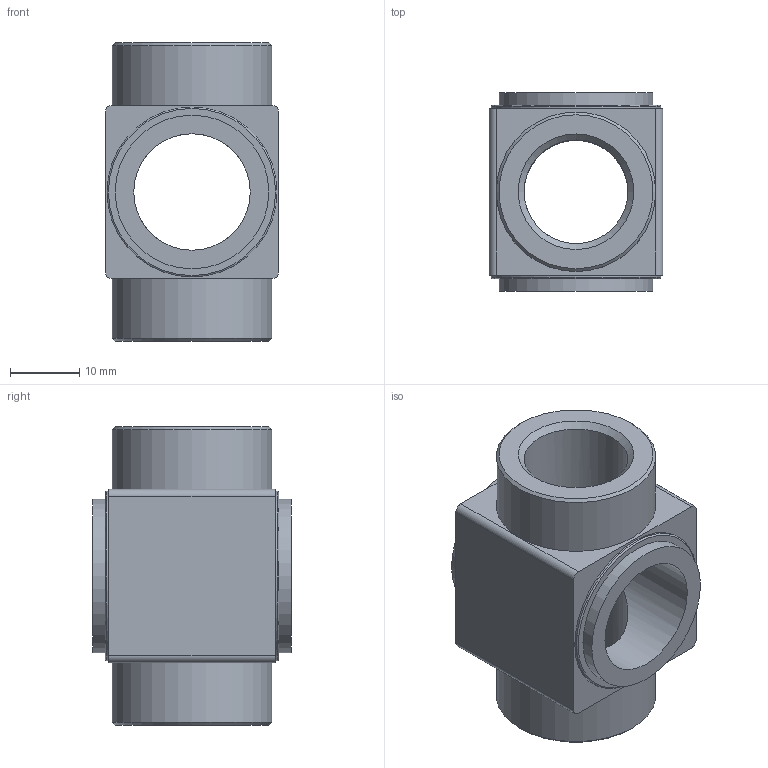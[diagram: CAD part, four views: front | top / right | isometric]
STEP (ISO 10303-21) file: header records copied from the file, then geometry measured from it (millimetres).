
FILE_DESCRIPTION(/* description */ ('STEP AP214'),/* implementation_level */ '2;1');
FILE_NAME(/* name */ '9176_TK-3_8',/* time_stamp */ '2024-09-15T15:39:17+02:00',/* author */ ('License CC BY-ND 4.0'),/* organization */ ('CADENAS'),/* preprocessor_version */ 'ST-DEVELOPER v19.3',/* originating_system */ 'PARTsolutions',/* authorisation */ ' ');
FILE_SCHEMA (('AUTOMOTIVE_DESIGN {1 0 10303 214 3 1 1}'));
Length unit declared in the file: millimetre
Products named in the file (1): 9176 TK-3/8
Bounding box: 25 x 28.6 x 43 mm (x, y, z)
Volume: 12996.4 mm3; surface area: 6877.2 mm2
Topology: 1 solids, 1 shells, 33 faces, 74 edges, 46 vertices
Faces by surface type: plane 14, cylinder 13, cone 4, torus 2
Full cylindrical faces by diameter (mm): 14.95 x2, 16.8 x1, 22.15 x2, 23 x2, 24.5 x2
Entity records: 896 total; most frequent: CARTESIAN_POINT 184, DIRECTION 152, ORIENTED_EDGE 108, AXIS2_PLACEMENT_3D 66, EDGE_LOOP 58, FACE_BOUND 58, EDGE_CURVE 54, VERTEX_POINT 42
